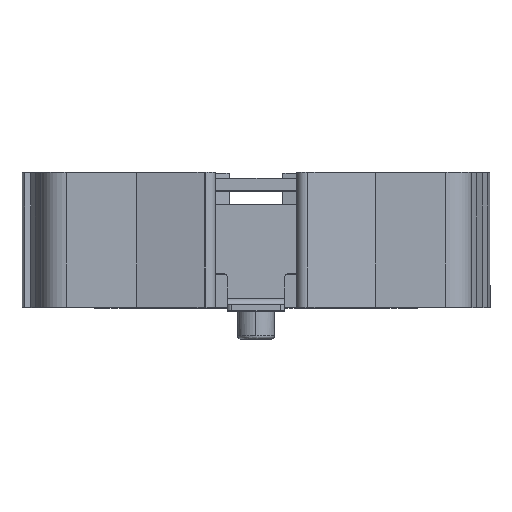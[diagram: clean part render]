
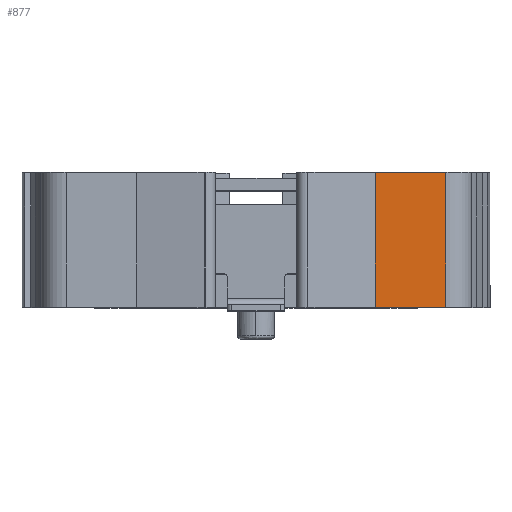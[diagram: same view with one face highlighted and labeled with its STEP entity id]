
A CAD part, top view. The second image highlights one B-rep face of the part: STEP entity #877.
In plain terms, the highlighted planar face has unit normal (0, 0, 1).
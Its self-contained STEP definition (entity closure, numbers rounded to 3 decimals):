
#7 = ORIENTED_EDGE ( 'NONE', *, *, #7877, .T. ) ;
#22 = VECTOR ( 'NONE', #6470, 1000. ) ;
#150 = CARTESIAN_POINT ( 'NONE',  ( 5.984, 4.25, 8. ) ) ;
#262 = EDGE_LOOP ( 'NONE', ( #7, #14553, #8920, #10101 ) ) ;
#877 = ADVANCED_FACE ( 'NONE', ( #10542 ), #12914, .T. ) ;
#1515 = VECTOR ( 'NONE', #2948, 1000. ) ;
#1650 = DIRECTION ( 'NONE',  ( 0., -1., 0. ) ) ;
#1762 = CARTESIAN_POINT ( 'NONE',  ( 5.984, 0., 8. ) ) ;
#2948 = DIRECTION ( 'NONE',  ( 0., 1., 0. ) ) ;
#3354 = LINE ( 'NONE', #3980, #22 ) ;
#3980 = CARTESIAN_POINT ( 'NONE',  ( 3.764, 4.25, 8. ) ) ;
#4766 = EDGE_CURVE ( 'NONE', #15669, #12595, #3354, .T. ) ;
#5294 = DIRECTION ( 'NONE',  ( 1., 0., 0. ) ) ;
#5488 = CARTESIAN_POINT ( 'NONE',  ( 5.984, 0., 8. ) ) ;
#5593 = CARTESIAN_POINT ( 'NONE',  ( 3.764, 0., 8. ) ) ;
#5878 = AXIS2_PLACEMENT_3D ( 'NONE', #5593, #14205, #6840 ) ;
#6130 = EDGE_CURVE ( 'NONE', #11232, #15669, #11364, .T. ) ;
#6470 = DIRECTION ( 'NONE',  ( -1., 0., 0. ) ) ;
#6840 = DIRECTION ( 'NONE',  ( 1., 0., 0. ) ) ;
#7805 = CARTESIAN_POINT ( 'NONE',  ( 3.764, 0., 8. ) ) ;
#7877 = EDGE_CURVE ( 'NONE', #12449, #11232, #14906, .T. ) ;
#8364 = VECTOR ( 'NONE', #5294, 1000. ) ;
#8908 = CARTESIAN_POINT ( 'NONE',  ( 3.764, 0., 8. ) ) ;
#8920 = ORIENTED_EDGE ( 'NONE', *, *, #4766, .T. ) ;
#9431 = LINE ( 'NONE', #7805, #12318 ) ;
#10101 = ORIENTED_EDGE ( 'NONE', *, *, #15412, .T. ) ;
#10542 = FACE_OUTER_BOUND ( 'NONE', #262, .T. ) ;
#11232 = VERTEX_POINT ( 'NONE', #1762 ) ;
#11364 = LINE ( 'NONE', #5488, #1515 ) ;
#12318 = VECTOR ( 'NONE', #1650, 1000. ) ;
#12449 = VERTEX_POINT ( 'NONE', #13331 ) ;
#12595 = VERTEX_POINT ( 'NONE', #12628 ) ;
#12628 = CARTESIAN_POINT ( 'NONE',  ( 3.764, 4.25, 8. ) ) ;
#12914 = PLANE ( 'NONE',  #5878 ) ;
#13331 = CARTESIAN_POINT ( 'NONE',  ( 3.764, 0., 8. ) ) ;
#14205 = DIRECTION ( 'NONE',  ( 0., 0., 1. ) ) ;
#14553 = ORIENTED_EDGE ( 'NONE', *, *, #6130, .T. ) ;
#14906 = LINE ( 'NONE', #8908, #8364 ) ;
#15412 = EDGE_CURVE ( 'NONE', #12595, #12449, #9431, .T. ) ;
#15669 = VERTEX_POINT ( 'NONE', #150 ) ;
